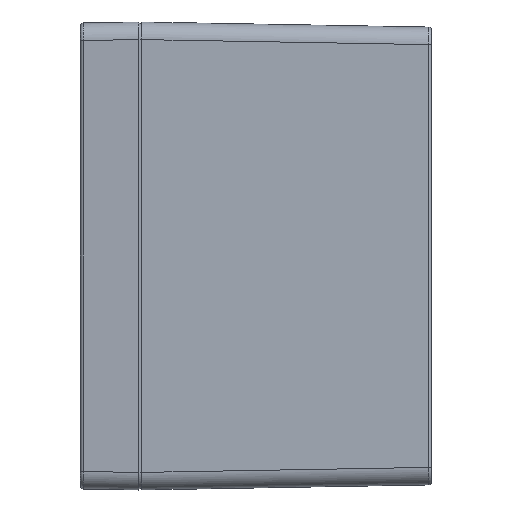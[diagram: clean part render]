
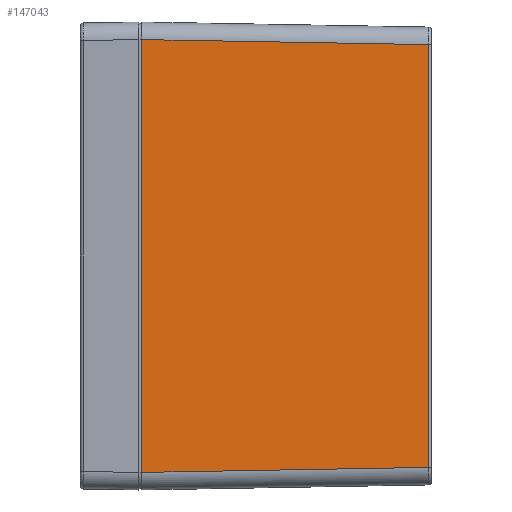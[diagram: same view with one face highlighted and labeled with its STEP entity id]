
A CAD part, left-side view. The second image highlights one B-rep face of the part: STEP entity #147043.
In plain terms, the highlighted planar face has unit normal (-1, -0.018, 0).
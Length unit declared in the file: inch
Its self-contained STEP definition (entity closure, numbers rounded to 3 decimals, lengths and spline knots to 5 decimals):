
#351 = VECTOR ( 'NONE', #136335, 39.37008 ) ;
#1229 = FACE_OUTER_BOUND ( 'NONE', #100610, .T. ) ;
#3540 = EDGE_CURVE ( 'NONE', #29198, #136751, #54165, .T. ) ;
#22165 = CARTESIAN_POINT ( 'NONE',  ( -4.72372, -0.03937, -2.91273 ) ) ;
#23940 = ORIENTED_EDGE ( 'NONE', *, *, #3540, .F. ) ;
#25205 = PLANE ( 'NONE',  #150011 ) ;
#26027 = CARTESIAN_POINT ( 'NONE',  ( -4.72352, -0.05082, 2.91253 ) ) ;
#29198 = VERTEX_POINT ( 'NONE', #22165 ) ;
#32361 = CARTESIAN_POINT ( 'NONE',  ( -4.65636, -3.89832, 2.84538 ) ) ;
#33894 = ORIENTED_EDGE ( 'NONE', *, *, #100426, .T. ) ;
#35037 = EDGE_CURVE ( 'NONE', #136751, #148548, #50774, .T. ) ;
#41092 = CARTESIAN_POINT ( 'NONE',  ( -4.72441, 0., -3.14961 ) ) ;
#47640 = DIRECTION ( 'NONE',  ( 0.017, -1., -0.017 ) ) ;
#50774 = LINE ( 'NONE', #26027, #82931 ) ;
#52630 = DIRECTION ( 'NONE',  ( 0., 0., 1. ) ) ;
#54165 = LINE ( 'NONE', #101369, #155003 ) ;
#57415 = CARTESIAN_POINT ( 'NONE',  ( -4.65636, -3.89832, -2.84538 ) ) ;
#66516 = LINE ( 'NONE', #140060, #90400 ) ;
#76258 = DIRECTION ( 'NONE',  ( -0.017, 1., 0. ) ) ;
#82931 = VECTOR ( 'NONE', #47640, 39.37008 ) ;
#86224 = CARTESIAN_POINT ( 'NONE',  ( -4.72372, -0.03937, 2.91273 ) ) ;
#90400 = VECTOR ( 'NONE', #98766, 39.37008 ) ;
#94580 = ORIENTED_EDGE ( 'NONE', *, *, #151096, .F. ) ;
#98766 = DIRECTION ( 'NONE',  ( 0.017, -1., 0.017 ) ) ;
#100426 = EDGE_CURVE ( 'NONE', #29198, #134110, #66516, .T. ) ;
#100610 = EDGE_LOOP ( 'NONE', ( #94580, #121395, #23940, #33894 ) ) ;
#101369 = CARTESIAN_POINT ( 'NONE',  ( -4.72372, -0.03937, 0. ) ) ;
#121395 = ORIENTED_EDGE ( 'NONE', *, *, #35037, .F. ) ;
#122781 = LINE ( 'NONE', #147521, #351 ) ;
#134110 = VERTEX_POINT ( 'NONE', #57415 ) ;
#136335 = DIRECTION ( 'NONE',  ( 0., 0., -1. ) ) ;
#136751 = VERTEX_POINT ( 'NONE', #86224 ) ;
#137848 = DIRECTION ( 'NONE',  ( -1., -0.017, 0. ) ) ;
#140060 = CARTESIAN_POINT ( 'NONE',  ( -4.72372, -0.03937, -2.91273 ) ) ;
#147043 = ADVANCED_FACE ( 'NONE', ( #1229 ), #25205, .T. ) ;
#147521 = CARTESIAN_POINT ( 'NONE',  ( -4.65636, -3.89832, -1.5748 ) ) ;
#148548 = VERTEX_POINT ( 'NONE', #32361 ) ;
#150011 = AXIS2_PLACEMENT_3D ( 'NONE', #41092, #137848, #76258 ) ;
#151096 = EDGE_CURVE ( 'NONE', #148548, #134110, #122781, .T. ) ;
#155003 = VECTOR ( 'NONE', #52630, 39.37008 ) ;
